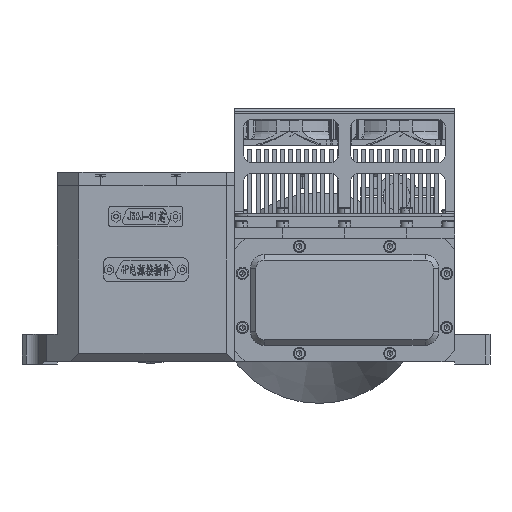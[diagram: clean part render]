
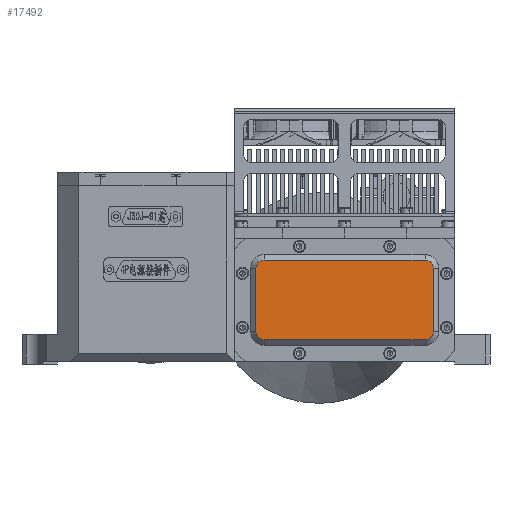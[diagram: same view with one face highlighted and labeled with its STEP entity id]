
A CAD part, left-side view. The second image highlights one B-rep face of the part: STEP entity #17492.
In plain terms, the highlighted face is planar.
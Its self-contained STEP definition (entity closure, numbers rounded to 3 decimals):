
#2788 = CARTESIAN_POINT ( 'NONE',  ( 29.75, -11.75, 0. ) ) ;
#3365 = DIRECTION ( 'NONE',  ( 1., 0., 0. ) ) ;
#3653 = ORIENTED_EDGE ( 'NONE', *, *, #4363, .T. ) ;
#4363 = EDGE_CURVE ( 'NONE', #52514, #59457, #65486, .T. ) ;
#4805 = VECTOR ( 'NONE', #17311, 1000. ) ;
#8582 = VERTEX_POINT ( 'NONE', #66821 ) ;
#9152 = AXIS2_PLACEMENT_3D ( 'NONE', #77180, #84223, #24229 ) ;
#10437 = CARTESIAN_POINT ( 'NONE',  ( 0., 0., 0. ) ) ;
#10729 = PLANE ( 'NONE',  #79255 ) ;
#11135 = DIRECTION ( 'NONE',  ( 0., 0., -1. ) ) ;
#15562 = CARTESIAN_POINT ( 'NONE',  ( 32.75, 11.75, 0. ) ) ;
#15931 = CIRCLE ( 'NONE', #62450, 3. ) ;
#16889 = CARTESIAN_POINT ( 'NONE',  ( -29.75, -14.75, 0. ) ) ;
#17311 = DIRECTION ( 'NONE',  ( 0., -1., 0. ) ) ;
#17406 = CARTESIAN_POINT ( 'NONE',  ( -29.75, -14.75, 0. ) ) ;
#17471 = DIRECTION ( 'NONE',  ( 1., 0., 0. ) ) ;
#17492 = ADVANCED_FACE ( 'NONE', ( #63088 ), #10729, .F. ) ;
#17762 = DIRECTION ( 'NONE',  ( 0., 0., 1. ) ) ;
#18284 = EDGE_CURVE ( 'NONE', #32149, #76196, #15931, .T. ) ;
#18796 = ORIENTED_EDGE ( 'NONE', *, *, #23471, .T. ) ;
#19135 = CARTESIAN_POINT ( 'NONE',  ( 29.75, 14.75, 0. ) ) ;
#20241 = EDGE_CURVE ( 'NONE', #41684, #58567, #44196, .T. ) ;
#20853 = DIRECTION ( 'NONE',  ( 0., 0., -1. ) ) ;
#22058 = LINE ( 'NONE', #25183, #45119 ) ;
#23216 = CARTESIAN_POINT ( 'NONE',  ( 32.75, -11.75, 0. ) ) ;
#23234 = EDGE_CURVE ( 'NONE', #8582, #32149, #85560, .T. ) ;
#23471 = EDGE_CURVE ( 'NONE', #76196, #41684, #54114, .T. ) ;
#23546 = CARTESIAN_POINT ( 'NONE',  ( -32.75, 11.75, 0. ) ) ;
#24229 = DIRECTION ( 'NONE',  ( 1., 0., 0. ) ) ;
#25183 = CARTESIAN_POINT ( 'NONE',  ( -32.75, 11.75, 0. ) ) ;
#29944 = VECTOR ( 'NONE', #57554, 1000. ) ;
#32149 = VERTEX_POINT ( 'NONE', #47660 ) ;
#34174 = LINE ( 'NONE', #17406, #29944 ) ;
#38691 = ORIENTED_EDGE ( 'NONE', *, *, #23234, .T. ) ;
#41684 = VERTEX_POINT ( 'NONE', #77371 ) ;
#41732 = VERTEX_POINT ( 'NONE', #23546 ) ;
#44196 = CIRCLE ( 'NONE', #77683, 3. ) ;
#45119 = VECTOR ( 'NONE', #72008, 1000. ) ;
#45467 = ORIENTED_EDGE ( 'NONE', *, *, #18284, .T. ) ;
#47660 = CARTESIAN_POINT ( 'NONE',  ( 29.75, 14.75, 0. ) ) ;
#48116 = DIRECTION ( 'NONE',  ( 1., 0., 0. ) ) ;
#50221 = ORIENTED_EDGE ( 'NONE', *, *, #54006, .T. ) ;
#50424 = EDGE_CURVE ( 'NONE', #58567, #52514, #34174, .T. ) ;
#52514 = VERTEX_POINT ( 'NONE', #16889 ) ;
#53179 = ORIENTED_EDGE ( 'NONE', *, *, #54505, .T. ) ;
#54006 = EDGE_CURVE ( 'NONE', #41732, #8582, #65178, .T. ) ;
#54114 = LINE ( 'NONE', #23216, #4805 ) ;
#54505 = EDGE_CURVE ( 'NONE', #59457, #41732, #22058, .T. ) ;
#57554 = DIRECTION ( 'NONE',  ( -1., 0., 0. ) ) ;
#58567 = VERTEX_POINT ( 'NONE', #85454 ) ;
#59457 = VERTEX_POINT ( 'NONE', #64833 ) ;
#61265 = CARTESIAN_POINT ( 'NONE',  ( 29.75, 11.75, 0. ) ) ;
#62450 = AXIS2_PLACEMENT_3D ( 'NONE', #61265, #20853, #48116 ) ;
#63088 = FACE_OUTER_BOUND ( 'NONE', #72936, .T. ) ;
#64790 = DIRECTION ( 'NONE',  ( 1., 0., 0. ) ) ;
#64833 = CARTESIAN_POINT ( 'NONE',  ( -32.75, -11.75, 0. ) ) ;
#65178 = CIRCLE ( 'NONE', #86410, 3. ) ;
#65486 = CIRCLE ( 'NONE', #9152, 3. ) ;
#66609 = DIRECTION ( 'NONE',  ( 1., 0., 0. ) ) ;
#66821 = CARTESIAN_POINT ( 'NONE',  ( -29.75, 14.75, 0. ) ) ;
#70197 = DIRECTION ( 'NONE',  ( 0., 0., -1. ) ) ;
#71250 = CARTESIAN_POINT ( 'NONE',  ( -29.75, 11.75, 0. ) ) ;
#72008 = DIRECTION ( 'NONE',  ( 0., 1., 0. ) ) ;
#72936 = EDGE_LOOP ( 'NONE', ( #50221, #38691, #45467, #18796, #77455, #83639, #3653, #53179 ) ) ;
#76196 = VERTEX_POINT ( 'NONE', #15562 ) ;
#77141 = VECTOR ( 'NONE', #66609, 1000. ) ;
#77180 = CARTESIAN_POINT ( 'NONE',  ( -29.75, -11.75, 0. ) ) ;
#77371 = CARTESIAN_POINT ( 'NONE',  ( 32.75, -11.75, 0. ) ) ;
#77455 = ORIENTED_EDGE ( 'NONE', *, *, #20241, .T. ) ;
#77683 = AXIS2_PLACEMENT_3D ( 'NONE', #2788, #70197, #3365 ) ;
#79255 = AXIS2_PLACEMENT_3D ( 'NONE', #10437, #17762, #17471 ) ;
#83639 = ORIENTED_EDGE ( 'NONE', *, *, #50424, .T. ) ;
#84223 = DIRECTION ( 'NONE',  ( 0., 0., -1. ) ) ;
#85454 = CARTESIAN_POINT ( 'NONE',  ( 29.75, -14.75, 0. ) ) ;
#85560 = LINE ( 'NONE', #19135, #77141 ) ;
#86410 = AXIS2_PLACEMENT_3D ( 'NONE', #71250, #11135, #64790 ) ;
